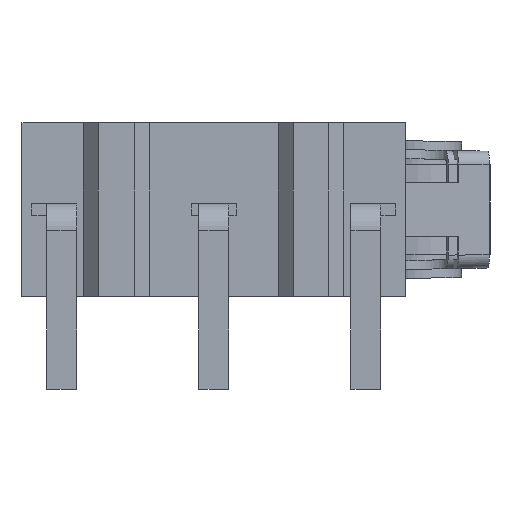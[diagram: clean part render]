
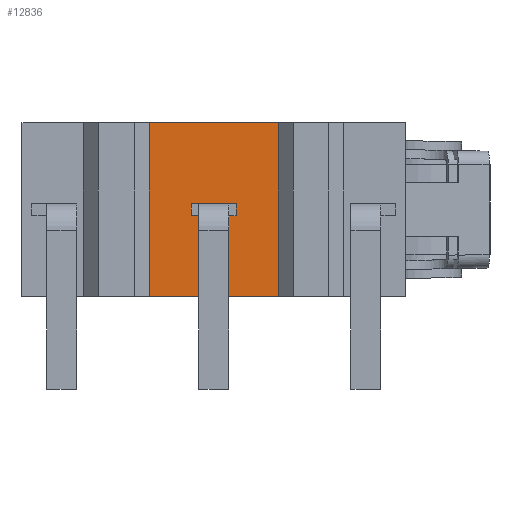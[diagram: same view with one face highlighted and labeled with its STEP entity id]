
A CAD part, front view. The second image highlights one B-rep face of the part: STEP entity #12836.
In plain terms, the highlighted face is planar.
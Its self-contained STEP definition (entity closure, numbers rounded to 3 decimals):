
#1149=LINE('',#25714,#2255);
#1155=LINE('',#25727,#2261);
#1156=LINE('',#25729,#2262);
#1157=LINE('',#25731,#2263);
#2255=VECTOR('',#19534,1000.);
#2261=VECTOR('',#19544,1000.);
#2262=VECTOR('',#19545,1000.);
#2263=VECTOR('',#19546,1000.);
#6514=ORIENTED_EDGE('',*,*,#8458,.T.);
#6515=ORIENTED_EDGE('',*,*,#8464,.F.);
#6516=ORIENTED_EDGE('',*,*,#8465,.F.);
#6517=ORIENTED_EDGE('',*,*,#8466,.T.);
#8458=EDGE_CURVE('',#9711,#9710,#1149,.T.);
#8464=EDGE_CURVE('',#9716,#9710,#1155,.T.);
#8465=EDGE_CURVE('',#9717,#9716,#1156,.T.);
#8466=EDGE_CURVE('',#9717,#9711,#1157,.T.);
#9710=VERTEX_POINT('',#25713);
#9711=VERTEX_POINT('',#25715);
#9716=VERTEX_POINT('',#25728);
#9717=VERTEX_POINT('',#25730);
#10730=EDGE_LOOP('',(#6514,#6515,#6516,#6517));
#11562=FACE_BOUND('',#10730,.T.);
#12120=PLANE('',#16695);
#12836=ADVANCED_FACE('',(#11562),#12120,.F.);
#16695=AXIS2_PLACEMENT_3D('',#25726,#19542,#19543);
#19534=DIRECTION('',(1.,0.,0.));
#19542=DIRECTION('',(0.,0.,1.));
#19543=DIRECTION('',(1.,0.,0.));
#19544=DIRECTION('',(0.,1.,0.));
#19545=DIRECTION('',(1.,0.,0.));
#19546=DIRECTION('',(0.,1.,0.));
#25713=CARTESIAN_POINT('',(2.15,2.9,0.5));
#25714=CARTESIAN_POINT('',(-2.15,2.9,0.5));
#25715=CARTESIAN_POINT('',(-2.15,2.9,0.5));
#25726=CARTESIAN_POINT('',(-2.15,-2.9,0.5));
#25727=CARTESIAN_POINT('',(2.15,-2.9,0.5));
#25728=CARTESIAN_POINT('',(2.15,-2.9,0.5));
#25729=CARTESIAN_POINT('',(-2.15,-2.9,0.5));
#25730=CARTESIAN_POINT('',(-2.15,-2.9,0.5));
#25731=CARTESIAN_POINT('',(-2.15,-2.9,0.5));
